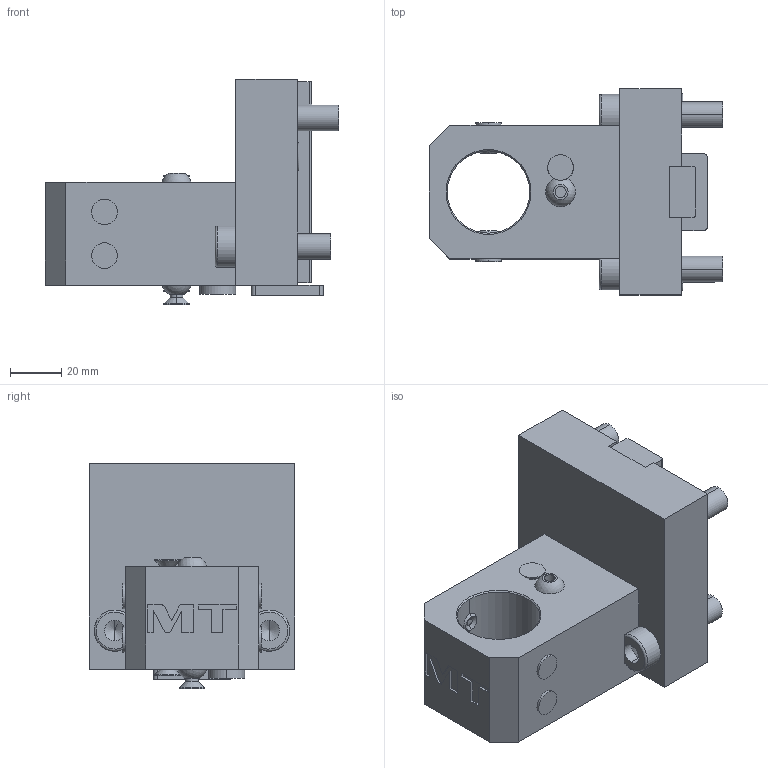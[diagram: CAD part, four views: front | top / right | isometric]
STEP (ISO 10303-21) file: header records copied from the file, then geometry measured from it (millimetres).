
FILE_DESCRIPTION((''),'2;1');
FILE_NAME('NKM1363200_CONF','2023-06-21T12:00:22',('gvalli'),('M.T. srl'),'CREO PARAMETRIC BY PTC INC, 2021072','CREO PARAMETRIC BY PTC INC, 2021072','');
FILE_SCHEMA(('CONFIG_CONTROL_DESIGN'));
Length unit declared in the file: millimetre
Products named in the file (1): NKM1363200_CONF
Bounding box: 114 x 80 x 87.55 mm (x, y, z)
Volume: 292781.5 mm3; surface area: 41911.6 mm2
Topology: 1 solids, 1 shells, 155 faces, 389 edges, 248 vertices
Faces by surface type: plane 73, cylinder 44, cone 28, torus 6, extrusion 2, sphere 2
Entity records: 5270 total; most frequent: CARTESIAN_POINT 1475, DIRECTION 779, ORIENTED_EDGE 770, EDGE_CURVE 385, AXIS2_PLACEMENT_3D 271, VERTEX_POINT 248, VECTOR 237, LINE 235
